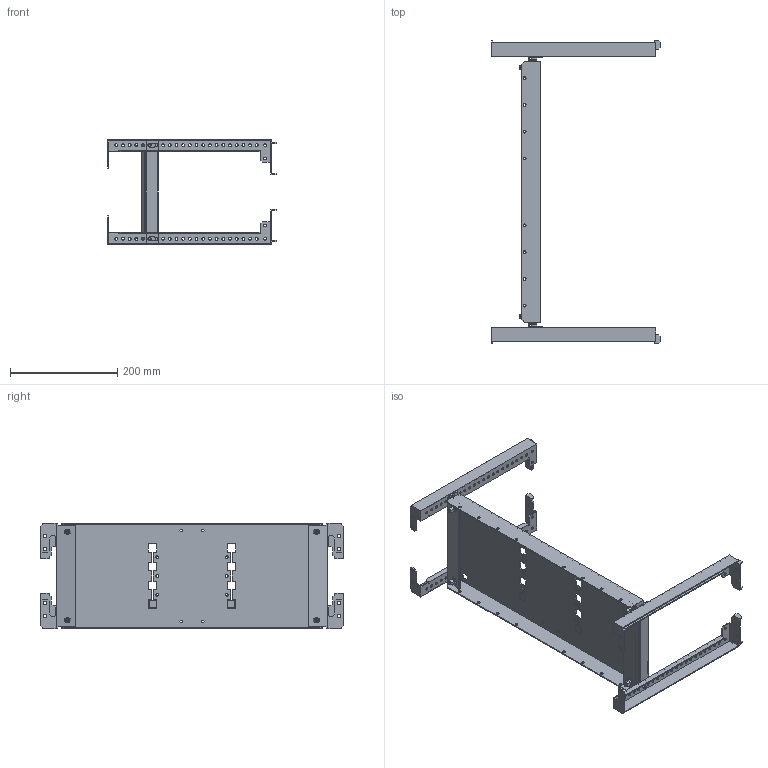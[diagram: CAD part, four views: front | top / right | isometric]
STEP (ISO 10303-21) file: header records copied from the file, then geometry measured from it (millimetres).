
FILE_DESCRIPTION (( 'STEP AP203' ), '1' );
FILE_NAME ('FO-00-GF-020-060 FORMAT Ê-ò ãîðèçîíò. ARMAT MCCB G ôèêñ. 3-4P 200õ600 IEK.STEP', '2024-07-26T16:24:57', ( '' ), ( '' ), 'SwSTEP 2.0', 'SolidWorks 2022', '' );
FILE_SCHEMA (( 'CONFIG_CONTROL_DESIGN' ));
Length unit declared in the file: millimetre
Products named in the file (1): FO-00-GF-020-060 FORMAT К-т горизонт. ARMAT MCCB G фикс. 3-4P 200х600 IEK
Bounding box: 314.5 x 565.63 x 197 mm (x, y, z)
Volume: 502871.1 mm3; surface area: 539266.7 mm2
Topology: 11 solids, 11 shells, 1102 faces, 3020 edges, 1992 vertices
Faces by surface type: plane 542, cylinder 472, cone 56, torus 32
Entity records: 36353 total; most frequent: CARTESIAN_POINT 6735, DIRECTION 6214, ORIENTED_EDGE 6040, EDGE_CURVE 3020, AXIS2_PLACEMENT_3D 2159, VERTEX_POINT 1992, LINE 1896, VECTOR 1896
